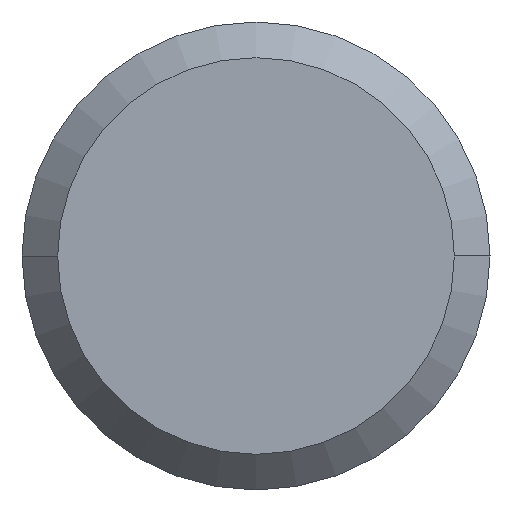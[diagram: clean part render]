
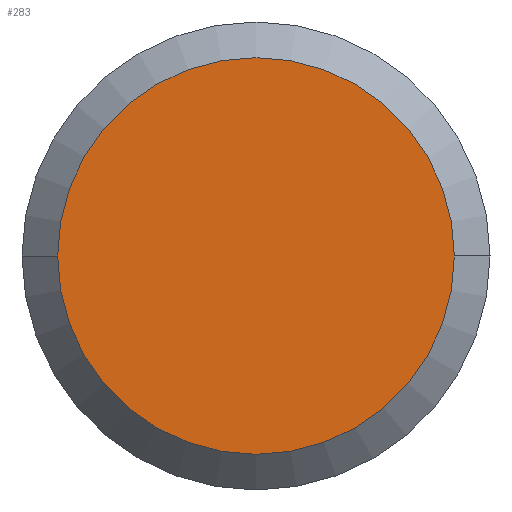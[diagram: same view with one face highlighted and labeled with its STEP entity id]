
A CAD part, left-side view. The second image highlights one B-rep face of the part: STEP entity #283.
In plain terms, the highlighted planar face has unit normal (-1, 0, 0).
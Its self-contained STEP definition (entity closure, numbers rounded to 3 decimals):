
#31 = AXIS2_PLACEMENT_3D ( 'NONE', #152, #372, #369 ) ;
#44 = PLANE ( 'NONE',  #155 ) ;
#52 = EDGE_CURVE ( 'NONE', #133, #291, #362, .T. ) ;
#76 = DIRECTION ( 'NONE',  ( 0., -1., 0. ) ) ;
#91 = CIRCLE ( 'NONE', #219, 4.238 ) ;
#115 = ORIENTED_EDGE ( 'NONE', *, *, #52, .F. ) ;
#133 = VERTEX_POINT ( 'NONE', #201 ) ;
#144 = DIRECTION ( 'NONE',  ( 0., 1., 0. ) ) ;
#152 = CARTESIAN_POINT ( 'NONE',  ( 0., 0., 0. ) ) ;
#155 = AXIS2_PLACEMENT_3D ( 'NONE', #364, #178, #76 ) ;
#177 = DIRECTION ( 'NONE',  ( 1., 0., 0. ) ) ;
#178 = DIRECTION ( 'NONE',  ( -1., 0., 0. ) ) ;
#201 = CARTESIAN_POINT ( 'NONE',  ( 0., 4.238, 0. ) ) ;
#219 = AXIS2_PLACEMENT_3D ( 'NONE', #359, #177, #144 ) ;
#236 = CARTESIAN_POINT ( 'NONE',  ( 0., -4.238, 0. ) ) ;
#244 = ORIENTED_EDGE ( 'NONE', *, *, #298, .F. ) ;
#263 = FACE_OUTER_BOUND ( 'NONE', #295, .T. ) ;
#283 = ADVANCED_FACE ( 'NONE', ( #263 ), #44, .T. ) ;
#291 = VERTEX_POINT ( 'NONE', #236 ) ;
#295 = EDGE_LOOP ( 'NONE', ( #115, #244 ) ) ;
#298 = EDGE_CURVE ( 'NONE', #291, #133, #91, .T. ) ;
#359 = CARTESIAN_POINT ( 'NONE',  ( 0., 0., 0. ) ) ;
#362 = CIRCLE ( 'NONE', #31, 4.238 ) ;
#364 = CARTESIAN_POINT ( 'NONE',  ( 0., 0., 0. ) ) ;
#369 = DIRECTION ( 'NONE',  ( 0., 1., 0. ) ) ;
#372 = DIRECTION ( 'NONE',  ( 1., 0., 0. ) ) ;
